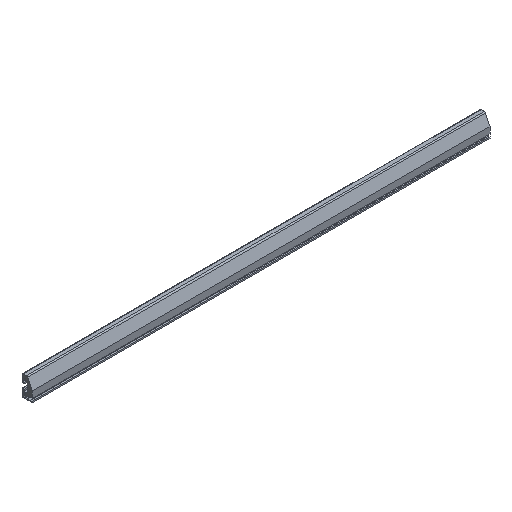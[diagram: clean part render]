
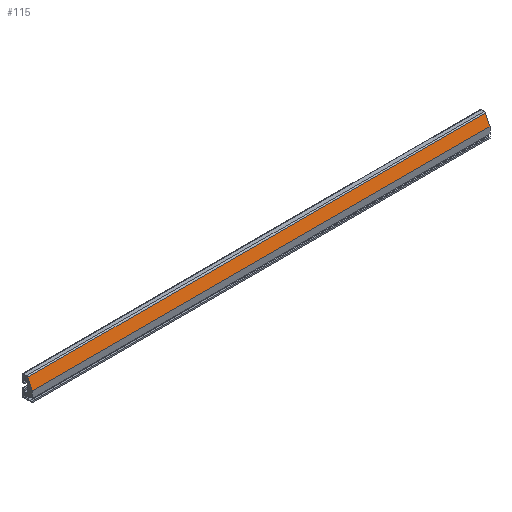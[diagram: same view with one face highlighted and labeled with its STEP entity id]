
A CAD part, isometric view. The second image highlights one B-rep face of the part: STEP entity #115.
In plain terms, the highlighted planar face has unit normal (0, -0.906, 0.423).
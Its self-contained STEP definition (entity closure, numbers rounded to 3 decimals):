
#115=ADVANCED_FACE('',(#244),#245,.T.);
#244=FACE_OUTER_BOUND('',#388,.T.);
#245=PLANE('',#389);
#388=EDGE_LOOP('',(#641,#642,#643,#644));
#389=AXIS2_PLACEMENT_3D('',#645,#646,#647);
#641=ORIENTED_EDGE('',*,*,#979,.T.);
#642=ORIENTED_EDGE('',*,*,#980,.F.);
#643=ORIENTED_EDGE('',*,*,#981,.T.);
#644=ORIENTED_EDGE('',*,*,#976,.T.);
#645=CARTESIAN_POINT('',(0.0,-6.408,10.384));
#646=DIRECTION('',(0.0,-0.906,0.423));
#647=DIRECTION('',(0.0,-0.423,-0.906));
#976=EDGE_CURVE('',#1194,#1192,#1195,.T.);
#979=EDGE_CURVE('',#1192,#1198,#1199,.T.);
#980=EDGE_CURVE('',#1200,#1198,#1201,.T.);
#981=EDGE_CURVE('',#1200,#1194,#1202,.T.);
#1192=VERTEX_POINT('',#1504);
#1194=VERTEX_POINT('',#1507);
#1195=LINE('',#1508,#1509);
#1198=VERTEX_POINT('',#1513);
#1199=LINE('',#1514,#1515);
#1200=VERTEX_POINT('',#1516);
#1201=LINE('',#1517,#1518);
#1202=LINE('',#1519,#1520);
#1504=CARTESIAN_POINT('',(1000.0,-11.25,0.0));
#1507=CARTESIAN_POINT('',(0.0,-11.25,0.0));
#1508=CARTESIAN_POINT('',(0.0,-11.25,0.0));
#1509=VECTOR('',#1766,1.0);
#1513=CARTESIAN_POINT('',(1000.0,-1.566,20.768));
#1514=CARTESIAN_POINT('',(1000.0,-1.566,20.768));
#1515=VECTOR('',#1768,1.0);
#1516=CARTESIAN_POINT('',(0.0,-1.566,20.768));
#1517=CARTESIAN_POINT('',(0.0,-1.566,20.768));
#1518=VECTOR('',#1769,1.0);
#1519=CARTESIAN_POINT('',(0.0,-1.566,20.768));
#1520=VECTOR('',#1770,1.0);
#1766=DIRECTION('',(1.0,0.0,0.0));
#1768=DIRECTION('',(0.0,0.423,0.906));
#1769=DIRECTION('',(1.0,0.0,0.0));
#1770=DIRECTION('',(0.0,-0.423,-0.906));
